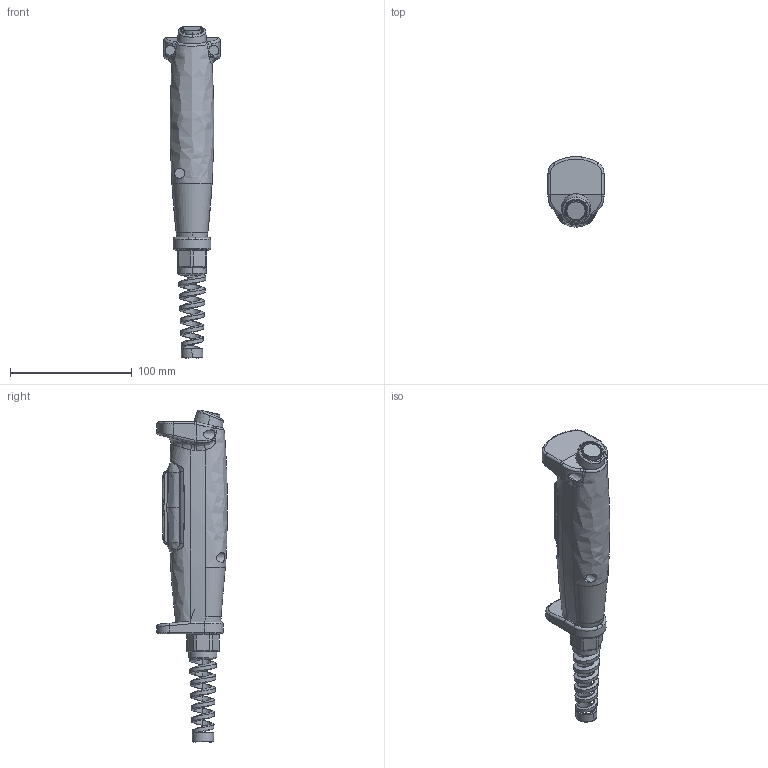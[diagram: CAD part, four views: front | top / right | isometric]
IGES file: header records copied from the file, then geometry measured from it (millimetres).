
Start section: SolidWorks IGES file using analytic representation for surfaces
Global section: file name: OUTSIDE-HE1G-20MB_21SMB.IGS,15; native system: HSolidWorks 2010; preprocessor: SolidWorks 2010; author: 2606; date: 110721.110121; units: millimetre
Bounding box: 46 x 57.99 x 272.45 mm (x, y, z)
Surface area: 38099.8 mm2 (no closed solid volume)
Topology: 0 solids, 0 shells, 299 faces, 4352 edges, 4345 vertices
Faces by surface type: bspline 188, revolution 111
